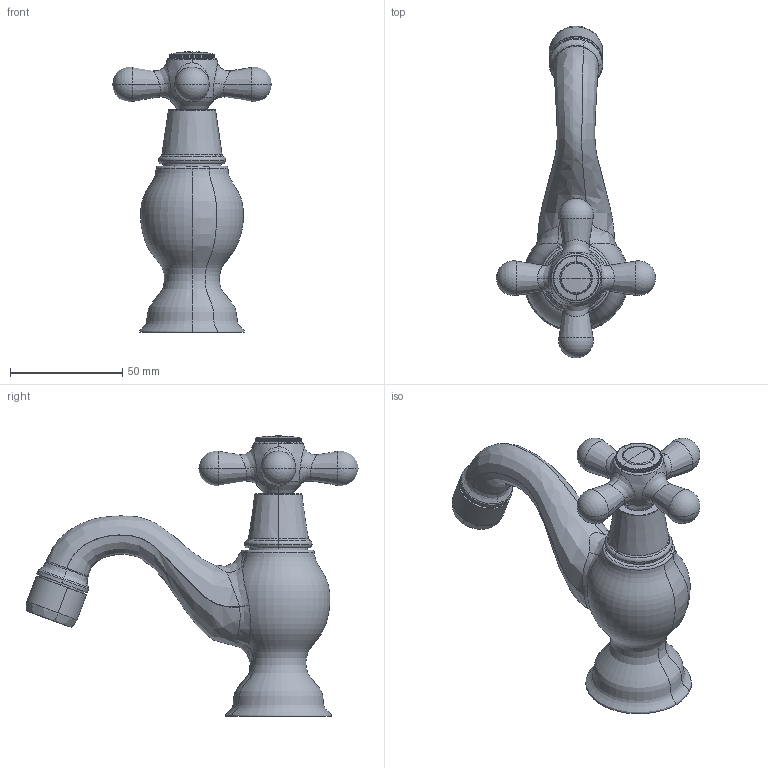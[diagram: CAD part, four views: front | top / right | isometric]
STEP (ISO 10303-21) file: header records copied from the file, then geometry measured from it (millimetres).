
FILE_DESCRIPTION(('CATIA V5 STEP Exchange','CAx-IF Rec.Pracs.--- Model Styling and Organization---1.5--- 2016-08-15','CAx-IF Rec.Pracs.---Supplemental Geometry---1.0---2011-11-01','CAx-IF Rec.Pracs.--- Composite Materials ---3.4---2017-06-13','CAx-IF Rec.Pracs.---Tessellated 3D Geometry---1.0---2015-12-17'),'2;1');
FILE_NAME('CS300900.stp','2022-05-23T14:24:39+00:00',('none'),('none'),'CATIA Version 5-6 Release 2020 SP2','CATIA V5 STEP AP242 v2','none');
FILE_SCHEMA(('AP242_MANAGED_MODEL_BASED_3D_ENGINEERING_MIM_LF {1 0 10303 442 1 1 4}'));
Length unit declared in the file: millimetre
Products named in the file (1): CS300900
Bounding box: 71 x 147.98 x 125.11 mm (x, y, z)
Volume: 150045.4 mm3; surface area: 39544.3 mm2
Topology: 10 solids, 14 shells, 505 faces, 1350 edges, 866 vertices
Faces by surface type: plane 196, cylinder 144, bspline 56, torus 51, cone 33, sphere 18, revolution 7
Entity records: 25118 total; most frequent: CARTESIAN_POINT 14051, ORIENTED_EDGE 2660, DIRECTION 1627, EDGE_CURVE 1336, VERTEX_POINT 866, AXIS2_PLACEMENT_3D 746, EDGE_LOOP 528, ADVANCED_FACE 505
